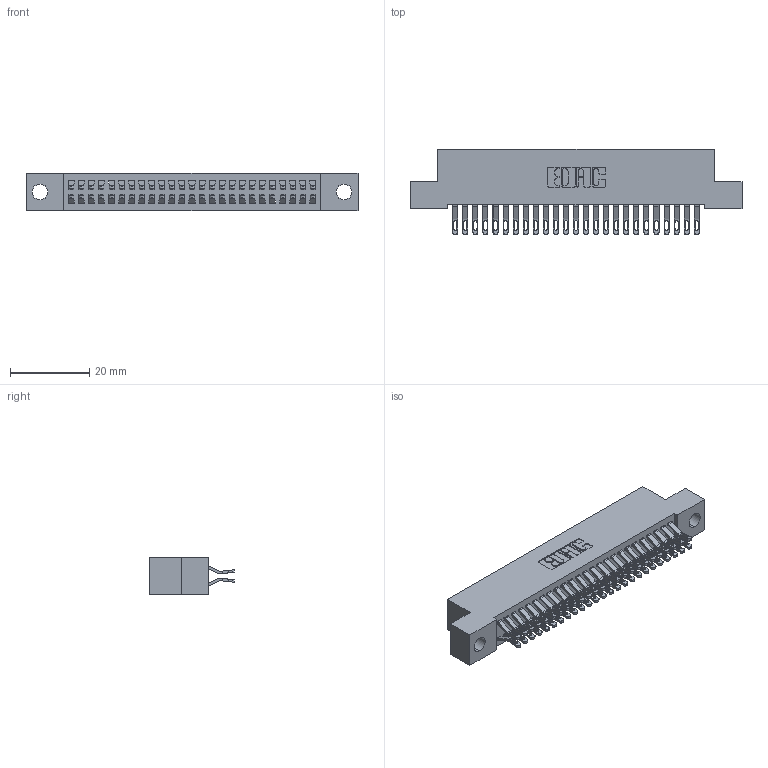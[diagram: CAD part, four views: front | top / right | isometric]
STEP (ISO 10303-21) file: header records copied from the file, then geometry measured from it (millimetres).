
FILE_DESCRIPTION (( 'STEP AP203' ), '1' );
FILE_NAME ('392-050-555-204.STEP', '2019-10-08T11:35:38', ( '' ), ( '' ), 'SwSTEP 2.0', 'SolidWorks 2016', '' );
FILE_SCHEMA (( 'CONFIG_CONTROL_DESIGN' ));
Length unit declared in the file: inch
Products named in the file (3): 342 Part_.156 TH; 345-292-001_555 Tail; 392-050-555-204
Assembly tree (51 placements, depth 2):
  392-050-555-204
    342 Part_.156 TH
    345-292-001_555 Tail  x50
Bounding box: 83.82 x 21.47 x 9.4 mm (x, y, z)
Volume: 7502.7 mm3; surface area: 12101.6 mm2
Topology: 51 solids, 51 shells, 3010 faces, 9449 edges, 6298 vertices
Faces by surface type: plane 1766, cylinder 1244
Entity records: 18479 total; most frequent: CARTESIAN_POINT 3116, ORIENTED_EDGE 3022, DIRECTION 2663, EDGE_CURVE 1511, VECTOR 1363, LINE 1363, VERTEX_POINT 1006, AXIS2_PLACEMENT_3D 650
